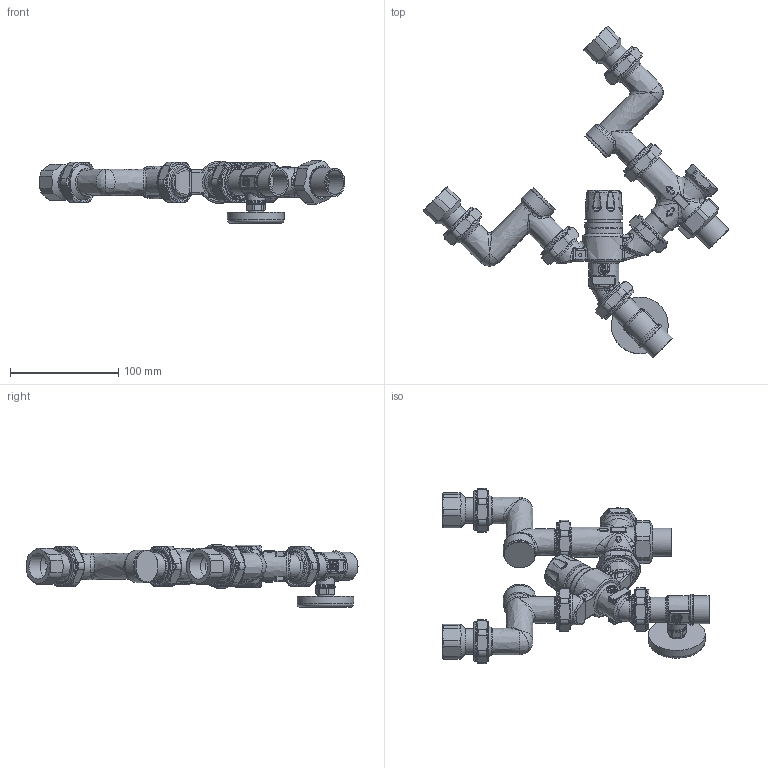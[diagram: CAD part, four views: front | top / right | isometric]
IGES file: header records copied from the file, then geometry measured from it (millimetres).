
Global section: file name: 520519AP_Simplify_1; native system: Autodesk Inventor 2025; preprocessor: unknown; author: ischreiner; date: 20250814.151918; units: inch
Bounding box: 282.09 x 306.45 x 57.97 mm (x, y, z)
Volume: 372639 mm3; surface area: 136023.2 mm2
Topology: 13 solids, 13 shells, 2621 faces, 6337 edges, 3584 vertices
Faces by surface type: bspline 2621
